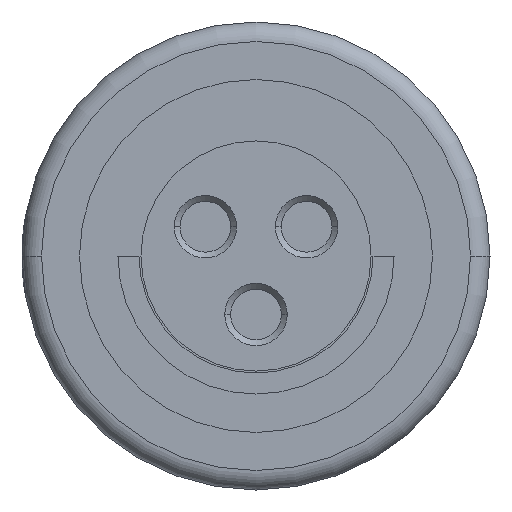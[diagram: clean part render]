
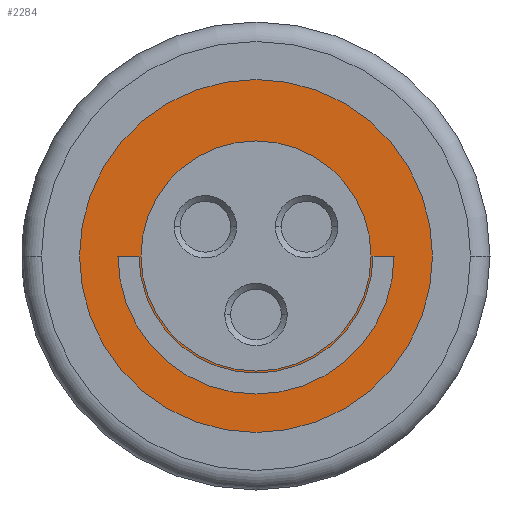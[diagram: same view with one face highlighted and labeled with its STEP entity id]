
A CAD part, left-side view. The second image highlights one B-rep face of the part: STEP entity #2284.
In plain terms, the highlighted planar face has unit normal (-1, 0, 0).
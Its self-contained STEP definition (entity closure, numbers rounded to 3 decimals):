
#50=CARTESIAN_POINT('',(0.,0.,0.));
#51=DIRECTION('',(-1.,0.,0.));
#52=DIRECTION('',(0.,1.,0.));
#53=AXIS2_PLACEMENT_3D('',#50,#51,#52);
#59=CARTESIAN_POINT('',(0.,0.,0.));
#60=DIRECTION('',(1.,0.,0.));
#61=DIRECTION('',(0.,1.,0.));
#62=AXIS2_PLACEMENT_3D('',#59,#60,#61);
#67=DIRECTION('',(0.,1.,0.));
#68=VECTOR('',#67,0.54);
#69=CARTESIAN_POINT('',(0.,-3.54,0.));
#70=LINE('',#69,#68);
#74=CARTESIAN_POINT('',(0.,0.,0.));
#75=DIRECTION('',(-1.,0.,0.));
#76=DIRECTION('',(0.,1.,0.));
#77=AXIS2_PLACEMENT_3D('',#74,#75,#76);
#82=DIRECTION('',(0.,1.,0.));
#83=VECTOR('',#82,0.54);
#84=CARTESIAN_POINT('',(0.,3.,0.));
#85=LINE('',#84,#83);
#89=CARTESIAN_POINT('',(0.,0.,0.));
#90=DIRECTION('',(-1.,0.,0.));
#91=DIRECTION('',(0.,1.,0.));
#92=AXIS2_PLACEMENT_3D('',#89,#90,#91);
#97=CARTESIAN_POINT('',(0.,0.,0.));
#98=DIRECTION('',(1.,0.,0.));
#99=DIRECTION('',(0.,0.,-1.));
#100=AXIS2_PLACEMENT_3D('',#97,#98,#99);
#105=CARTESIAN_POINT('',(0.,0.,0.));
#106=DIRECTION('',(1.,0.,0.));
#107=DIRECTION('',(0.,0.,1.));
#108=AXIS2_PLACEMENT_3D('',#105,#106,#107);
#1997=CARTESIAN_POINT('',(0.,0.,-2.95));
#1998=VERTEX_POINT('',#1997);
#1999=CARTESIAN_POINT('',(0.,0.,2.95));
#2000=VERTEX_POINT('',#1999);
#2122=CARTESIAN_POINT('',(0.,4.525,0.));
#2124=VERTEX_POINT('',#2122);
#2126=CARTESIAN_POINT('',(0.,-4.525,0.));
#2128=VERTEX_POINT('',#2126);
#2249=CARTESIAN_POINT('',(0.,-3.54,0.));
#2250=VERTEX_POINT('',#2249);
#2251=CARTESIAN_POINT('',(0.,-3.,0.));
#2252=VERTEX_POINT('',#2251);
#2253=CARTESIAN_POINT('',(0.,3.,0.));
#2254=VERTEX_POINT('',#2253);
#2255=CARTESIAN_POINT('',(0.,3.54,0.));
#2256=VERTEX_POINT('',#2255);
#2257=CARTESIAN_POINT('',(0.,0.,0.));
#2258=DIRECTION('',(1.,0.,0.));
#2259=DIRECTION('',(0.,0.,-1.));
#2260=AXIS2_PLACEMENT_3D('',#2257,#2258,#2259);
#2261=PLANE('',#2260);
#2263=ORIENTED_EDGE('',*,*,#2262,.F.);
#2265=ORIENTED_EDGE('',*,*,#2264,.T.);
#2266=EDGE_LOOP('',(#2263,#2265));
#2267=FACE_OUTER_BOUND('',#2266,.F.);
#2269=ORIENTED_EDGE('',*,*,#2268,.T.);
#2271=ORIENTED_EDGE('',*,*,#2270,.F.);
#2273=ORIENTED_EDGE('',*,*,#2272,.T.);
#2275=ORIENTED_EDGE('',*,*,#2274,.T.);
#2276=EDGE_LOOP('',(#2269,#2271,#2273,#2275));
#2277=FACE_BOUND('',#2276,.F.);
#2279=ORIENTED_EDGE('',*,*,#2278,.F.);
#2281=ORIENTED_EDGE('',*,*,#2280,.F.);
#2282=EDGE_LOOP('',(#2279,#2281));
#2283=FACE_BOUND('',#2282,.F.);
#54=CIRCLE('',#53,4.525);
#63=CIRCLE('',#62,4.525);
#78=CIRCLE('',#77,3.);
#93=CIRCLE('',#92,3.54);
#101=CIRCLE('',#100,2.95);
#109=CIRCLE('',#108,2.95);
#2262=EDGE_CURVE('',#2124,#2128,#54,.T.);
#2264=EDGE_CURVE('',#2124,#2128,#63,.T.);
#2268=EDGE_CURVE('',#2250,#2252,#70,.T.);
#2270=EDGE_CURVE('',#2254,#2252,#78,.T.);
#2272=EDGE_CURVE('',#2254,#2256,#85,.T.);
#2274=EDGE_CURVE('',#2256,#2250,#93,.T.);
#2278=EDGE_CURVE('',#1998,#2000,#101,.T.);
#2280=EDGE_CURVE('',#2000,#1998,#109,.T.);
#2284=ADVANCED_FACE('',(#2267,#2277,#2283),#2261,.F.);
